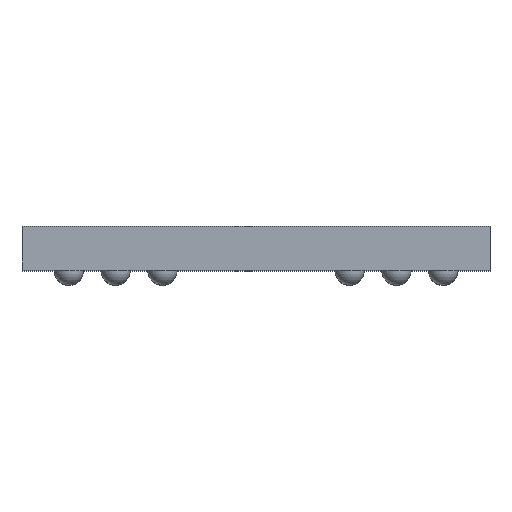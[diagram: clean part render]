
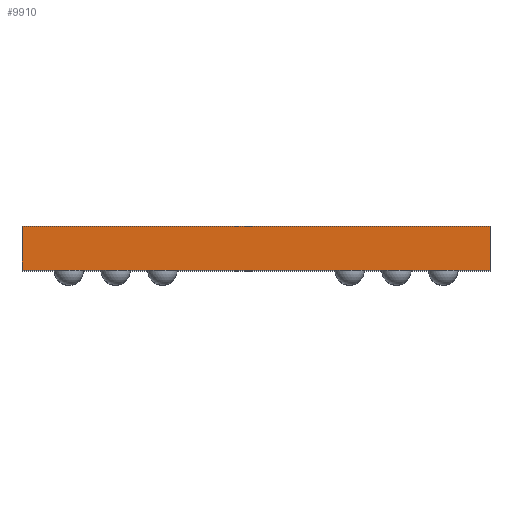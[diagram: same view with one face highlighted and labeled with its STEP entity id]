
A CAD part, top view. The second image highlights one B-rep face of the part: STEP entity #9910.
In plain terms, the highlighted planar face has unit normal (0, 0, 1).
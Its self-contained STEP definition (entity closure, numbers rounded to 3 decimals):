
#506=PLANE('',#10315);
#1029=FACE_OUTER_BOUND('',#1596,.T.);
#1596=EDGE_LOOP('',(#8638,#8639,#8640,#8641));
#2546=LINE('',#16893,#3451);
#2550=LINE('',#17076,#3455);
#2556=LINE('',#17087,#3461);
#2557=LINE('',#17089,#3462);
#3451=VECTOR('',#11753,10.);
#3455=VECTOR('',#12001,10.);
#3461=VECTOR('',#12011,10.);
#3462=VECTOR('',#12014,10.);
#4667=VERTEX_POINT('',#16891);
#4668=VERTEX_POINT('',#16892);
#4725=VERTEX_POINT('',#17075);
#4728=VERTEX_POINT('',#17085);
#5988=EDGE_CURVE('',#4667,#4668,#2546,.T.);
#6046=EDGE_CURVE('',#4668,#4725,#2550,.T.);
#6052=EDGE_CURVE('',#4667,#4728,#2556,.T.);
#6053=EDGE_CURVE('',#4725,#4728,#2557,.T.);
#8638=ORIENTED_EDGE('',*,*,#5988,.F.);
#8639=ORIENTED_EDGE('',*,*,#6052,.T.);
#8640=ORIENTED_EDGE('',*,*,#6053,.F.);
#8641=ORIENTED_EDGE('',*,*,#6046,.F.);
#9910=ADVANCED_FACE('',(#1029),#506,.T.);
#10315=AXIS2_PLACEMENT_3D('',#17088,#12012,#12013);
#11753=DIRECTION('',(1.,0.,0.));
#12001=DIRECTION('',(0.,-1.,0.));
#12011=DIRECTION('',(0.,-1.,0.));
#12012=DIRECTION('center_axis',(0.,0.,1.));
#12013=DIRECTION('ref_axis',(-1.,0.,0.));
#12014=DIRECTION('',(-1.,0.,0.));
#16891=CARTESIAN_POINT('',(-4.,1.,5.5));
#16892=CARTESIAN_POINT('',(4.,1.,5.5));
#16893=CARTESIAN_POINT('',(-4.,1.,5.5));
#17075=CARTESIAN_POINT('',(4.,0.25,5.5));
#17076=CARTESIAN_POINT('',(4.,1.,5.5));
#17085=CARTESIAN_POINT('',(-4.,0.25,5.5));
#17087=CARTESIAN_POINT('',(-4.,1.,5.5));
#17088=CARTESIAN_POINT('Origin',(4.,1.,5.5));
#17089=CARTESIAN_POINT('',(-4.,0.25,5.5));
